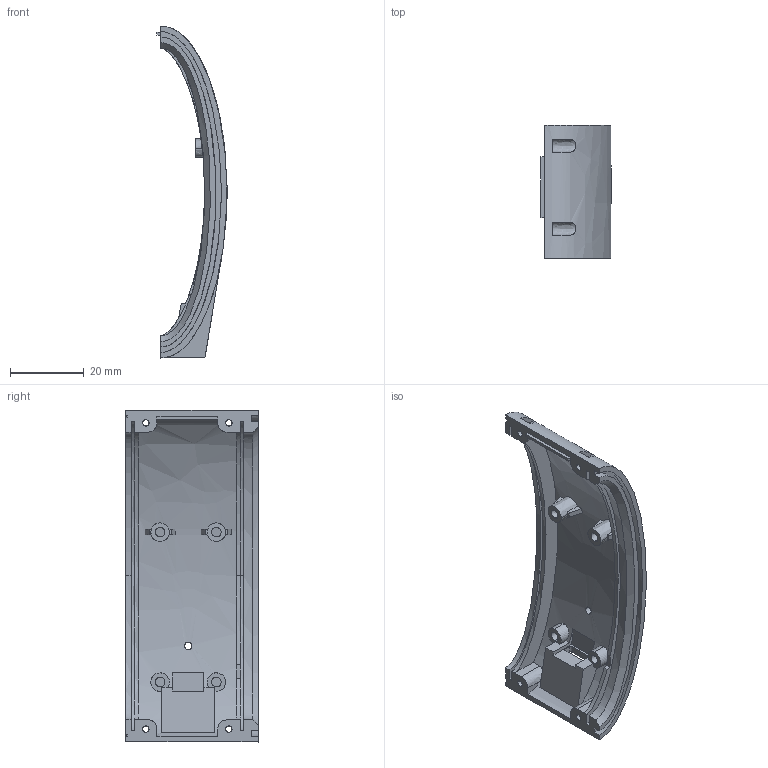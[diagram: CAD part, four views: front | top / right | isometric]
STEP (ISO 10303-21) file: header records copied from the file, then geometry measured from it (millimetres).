
FILE_DESCRIPTION(/* description */ (''),/* implementation_level */ '2;1');
FILE_NAME(/* name */ 'HackitBack v0.3 - Right side',/* time_stamp */ '2022-06-14T13:55:45-07:00',/* author */ (''),/* organization */ (''),/* preprocessor_version */ 'ST-DEVELOPER v16.5',/* originating_system */ '',/* authorisation */ '');
FILE_SCHEMA (('AUTOMOTIVE_DESIGN'));
Length unit declared in the file: millimetre
Products named in the file (1): Document
Bounding box: 18.98 x 36 x 90 mm (x, y, z)
Volume: 10067.1 mm3; surface area: 12008.2 mm2
Topology: 1 solids, 1 shells, 142 faces, 396 edges, 266 vertices
Faces by surface type: plane 83, bspline 59
Entity records: 7184 total; most frequent: CARTESIAN_POINT 4644, ORIENTED_EDGE 792, EDGE_CURVE 396, B_SPLINE_CURVE_WITH_KNOTS 312, VERTEX_POINT 266, EDGE_LOOP 164, ADVANCED_FACE 142, FACE_OUTER_BOUND 142
